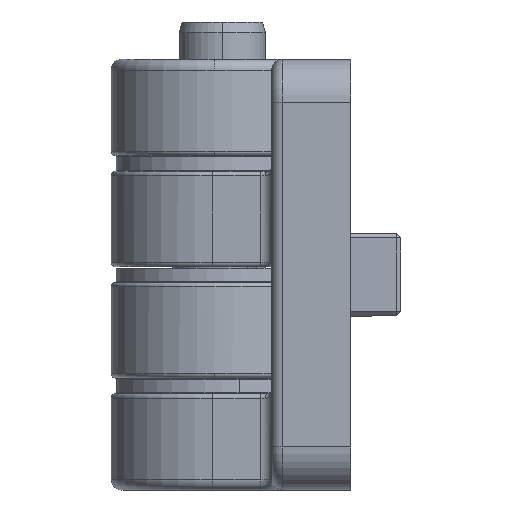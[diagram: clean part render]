
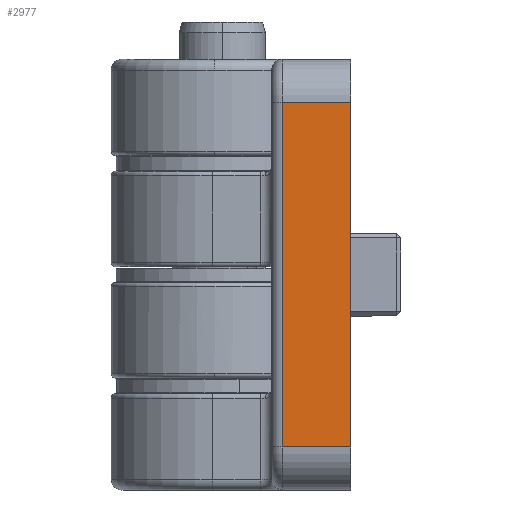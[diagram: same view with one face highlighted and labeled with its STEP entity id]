
A CAD part, left-side view. The second image highlights one B-rep face of the part: STEP entity #2977.
In plain terms, the highlighted planar face has unit normal (-1, 0, 0).
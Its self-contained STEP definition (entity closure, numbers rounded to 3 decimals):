
#236 = VECTOR ( 'NONE', #4514, 1000. ) ;
#288 = VERTEX_POINT ( 'NONE', #2819 ) ;
#387 = LINE ( 'NONE', #846, #5005 ) ;
#439 = VERTEX_POINT ( 'NONE', #1694 ) ;
#492 = ORIENTED_EDGE ( 'NONE', *, *, #3331, .T. ) ;
#655 = AXIS2_PLACEMENT_3D ( 'NONE', #4220, #5048, #2392 ) ;
#846 = CARTESIAN_POINT ( 'NONE',  ( -30., -4.75, -15. ) ) ;
#1694 = CARTESIAN_POINT ( 'NONE',  ( -30., -9.5, -12. ) ) ;
#1743 = LINE ( 'NONE', #4462, #2801 ) ;
#1770 = DIRECTION ( 'NONE',  ( 0., 0., -1. ) ) ;
#2088 = FACE_OUTER_BOUND ( 'NONE', #2703, .T. ) ;
#2392 = DIRECTION ( 'NONE',  ( 0., 0., 1. ) ) ;
#2658 = LINE ( 'NONE', #4070, #236 ) ;
#2703 = EDGE_LOOP ( 'NONE', ( #3893, #5361, #492, #5162 ) ) ;
#2801 = VECTOR ( 'NONE', #3566, 1000. ) ;
#2819 = CARTESIAN_POINT ( 'NONE',  ( -30., -4.75, -12. ) ) ;
#2977 = ADVANCED_FACE ( 'NONE', ( #2088 ), #4180, .T. ) ;
#3145 = CARTESIAN_POINT ( 'NONE',  ( -30., -9.5, -12. ) ) ;
#3160 = CARTESIAN_POINT ( 'NONE',  ( -30., -4.75, 12. ) ) ;
#3306 = EDGE_CURVE ( 'NONE', #5698, #3362, #1743, .T. ) ;
#3317 = EDGE_CURVE ( 'NONE', #3362, #288, #387, .T. ) ;
#3331 = EDGE_CURVE ( 'NONE', #288, #439, #5149, .T. ) ;
#3338 = EDGE_CURVE ( 'NONE', #439, #5698, #2658, .T. ) ;
#3362 = VERTEX_POINT ( 'NONE', #3160 ) ;
#3566 = DIRECTION ( 'NONE',  ( 0., 1., 0. ) ) ;
#3889 = VECTOR ( 'NONE', #4894, 1000. ) ;
#3893 = ORIENTED_EDGE ( 'NONE', *, *, #3306, .T. ) ;
#4070 = CARTESIAN_POINT ( 'NONE',  ( -30., -9.5, -15. ) ) ;
#4180 = PLANE ( 'NONE',  #655 ) ;
#4220 = CARTESIAN_POINT ( 'NONE',  ( -30., -4., -15. ) ) ;
#4462 = CARTESIAN_POINT ( 'NONE',  ( -30., -4., 12. ) ) ;
#4514 = DIRECTION ( 'NONE',  ( 0., 0., 1. ) ) ;
#4894 = DIRECTION ( 'NONE',  ( 0., -1., 0. ) ) ;
#4953 = CARTESIAN_POINT ( 'NONE',  ( -30., -9.5, 12. ) ) ;
#5005 = VECTOR ( 'NONE', #1770, 1000. ) ;
#5048 = DIRECTION ( 'NONE',  ( -1., 0., 0. ) ) ;
#5149 = LINE ( 'NONE', #3145, #3889 ) ;
#5162 = ORIENTED_EDGE ( 'NONE', *, *, #3338, .T. ) ;
#5361 = ORIENTED_EDGE ( 'NONE', *, *, #3317, .T. ) ;
#5698 = VERTEX_POINT ( 'NONE', #4953 ) ;
